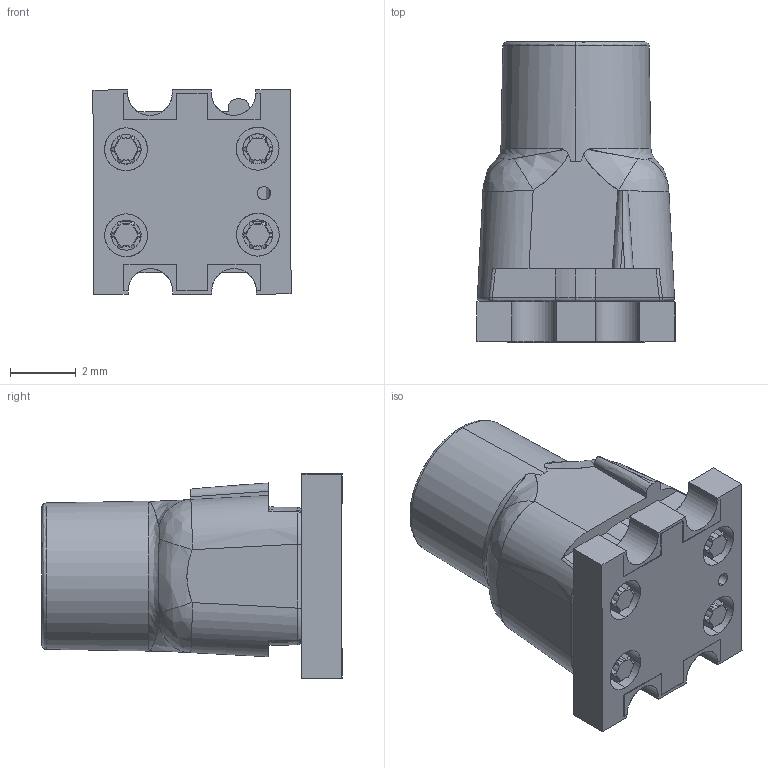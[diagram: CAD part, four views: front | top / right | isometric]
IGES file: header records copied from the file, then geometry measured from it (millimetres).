
Start section: SolidWorks IGES file using analytic representation for surfaces
Global section: file name: SMTV01-XXXX.IGS; native system: SolidWorks 2016; preprocessor: SolidWorks 2016; author: rcorrea; date: 161003.120707; units: inch
Bounding box: 6.01 x 9.11 x 6.21 mm (x, y, z)
Surface area: 374.1 mm2 (no closed solid volume)
Topology: 0 solids, 0 shells, 410 faces, 3147 edges, 3143 vertices
Faces by surface type: bspline 277, revolution 133
